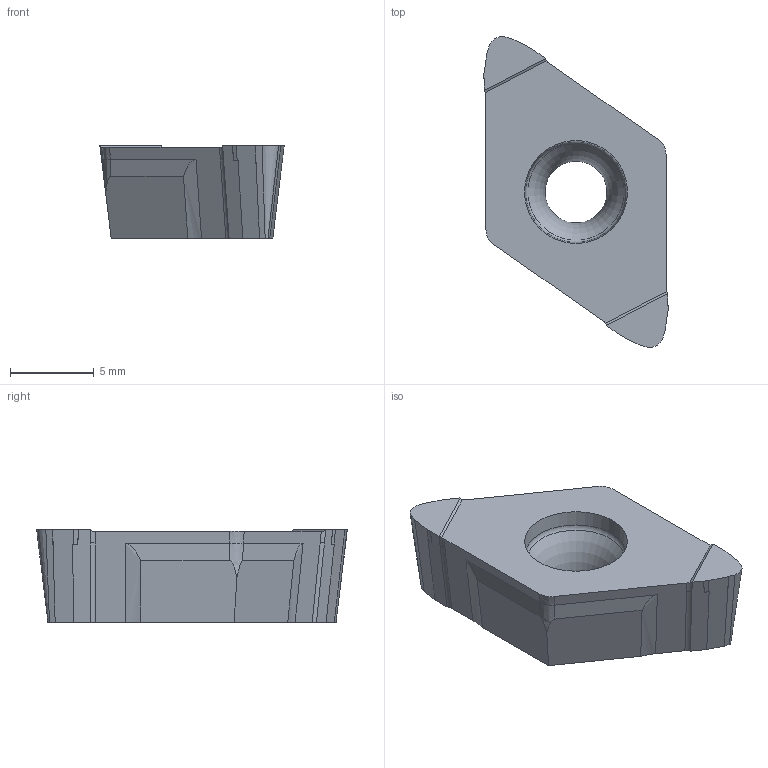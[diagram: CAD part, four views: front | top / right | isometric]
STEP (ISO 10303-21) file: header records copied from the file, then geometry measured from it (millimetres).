
FILE_DESCRIPTION(/* description */ (''),/* implementation_level */ '2;1');
FILE_NAME(/* name */ 'AAA389385_B.STP',/* time_stamp */ '2024-06-04T15:05:48+02:00',/* author */ (''),/* organization */ ('SMS'),/* preprocessor_version */ 'ST-DEVELOPER v16.7',/* originating_system */ 'SIEMENS PLM Software NX 12.0',/* authorisation */ '');
FILE_SCHEMA (('AUTOMOTIVE_DESIGN { 1 0 10303 214 3 1 1 1 }'));
Length unit declared in the file: millimetre
Products named in the file (1): AAA389385_B
Bounding box: 11.02 x 18.57 x 5.53 mm (x, y, z)
Volume: 593.7 mm3; surface area: 550.5 mm2
Topology: 1 solids, 1 shells, 68 faces, 215 edges, 157 vertices
Faces by surface type: plane 38, cone 15, bspline 8, extrusion 4, torus 2, cylinder 1
Full cylindrical faces by diameter (mm): 3.7 x1
Entity records: 4280 total; most frequent: CARTESIAN_POINT 2432, ORIENTED_EDGE 390, DIRECTION 314, EDGE_CURVE 195, VERTEX_POINT 133, VECTOR 114, LINE 110, AXIS2_PLACEMENT_3D 100
